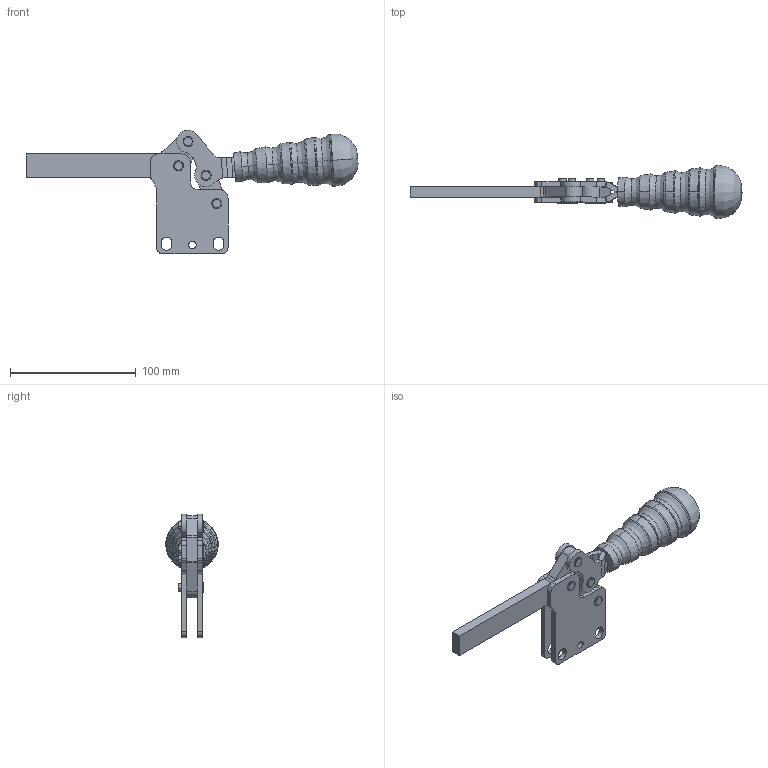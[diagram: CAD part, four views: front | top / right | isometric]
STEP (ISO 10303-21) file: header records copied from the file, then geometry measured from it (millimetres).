
FILE_DESCRIPTION((''),'2;1');
FILE_NAME('134F.1.stp','2005-08-29T13:39:15',('CAD'),(''),'Autodesk Inventor 8','Autodesk Inventor 8','');
FILE_SCHEMA(('AUTOMOTIVE_DESIGN { 1 0 10303 214 1 1 1 1 }'));
Length unit declared in the file: millimetre
Products named in the file (1): Part61
Bounding box: 264.52 x 41.84 x 98.33 mm (x, y, z)
Volume: 142485.3 mm3; surface area: 44164.7 mm2
Topology: 1 solids, 5 shells, 852 faces, 2329 edges, 1348 vertices
Faces by surface type: plane 354, cone 306, cylinder 106, bspline 64, torus 22
Entity records: 28148 total; most frequent: CARTESIAN_POINT 7528, ORIENTED_EDGE 4638, DIRECTION 4298, EDGE_CURVE 2319, AXIS2_PLACEMENT_3D 1776, VERTEX_POINT 1348, EDGE_LOOP 1031, CIRCLE 987
